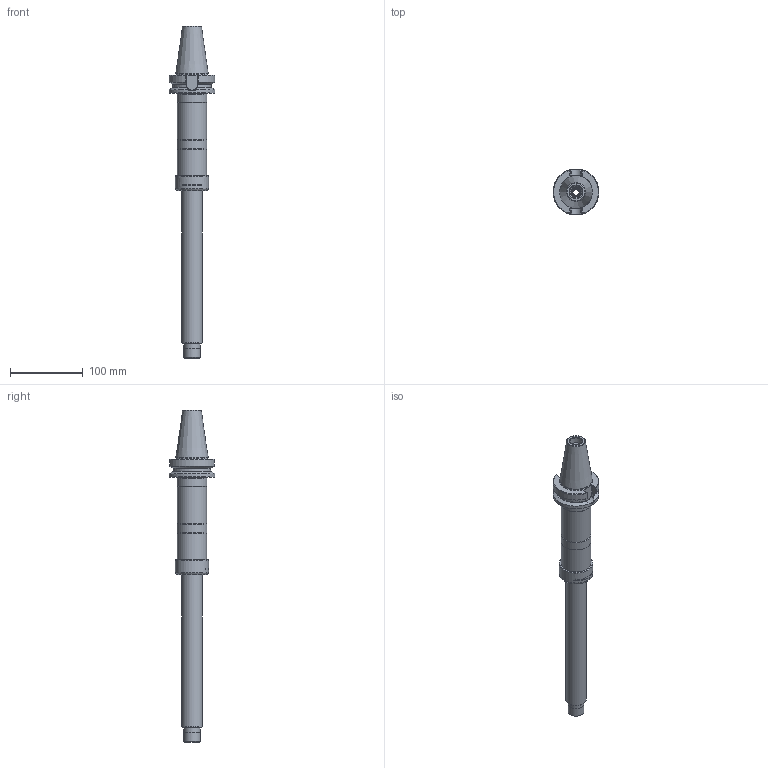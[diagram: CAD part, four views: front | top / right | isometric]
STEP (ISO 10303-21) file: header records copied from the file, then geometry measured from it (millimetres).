
FILE_DESCRIPTION(/* description */ (''),/* implementation_level */ '2;1');
FILE_NAME(/* name */ '884113230.stp',/* time_stamp */ '2023-03-15T12:03:39',/* author */ ('Ratnasingam Jekanthan'),/* organization */ ('REGO-FIX'),/* preprocessor_version */ ' Unknown',/* originating_system */ 'SIEMENS PLM Software Solid Edge ST10',/* authorization */ 'Unknown');
FILE_SCHEMA (('AUTOMOTIVE_DESIGN { 1 0 10303 214 2 1 1}'));
Length unit declared in the file: millimetre
Products named in the file (1): NOCUT
Bounding box: 63 x 63 x 454.9 mm (x, y, z)
Volume: 392545.3 mm3; surface area: 78570 mm2
Topology: 1 solids, 3 shells, 148 faces, 345 edges, 212 vertices
Faces by surface type: plane 50, cone 37, cylinder 36, torus 23, bspline 2
Full cylindrical faces by diameter (mm): 8.376 x1, 8.5 x1, 10 x1, 10.5 x1, 13.835 x2, 17 x1, 22 x2, 23.8 x1, 24.7 x1, 25 x1, 28 x1, 29 x1, 33 x1, 34 x1, 38.376 x1, 40 x2, 40.05 x1, 40.5 x2, 43.3 x1, 45.65 x1, 63 x1
Entity records: 4886 total; most frequent: CARTESIAN_POINT 834, DIRECTION 644, ORIENTED_EDGE 508, AXIS2_PLACEMENT_3D 286, EDGE_CURVE 254, EDGE_LOOP 236, FACE_BOUND 236, VERTEX_POINT 194
